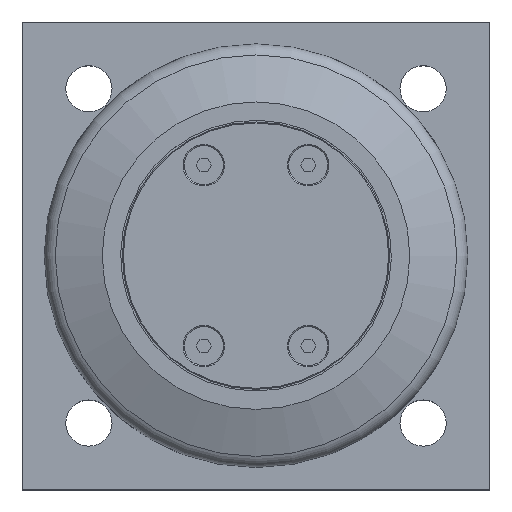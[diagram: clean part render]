
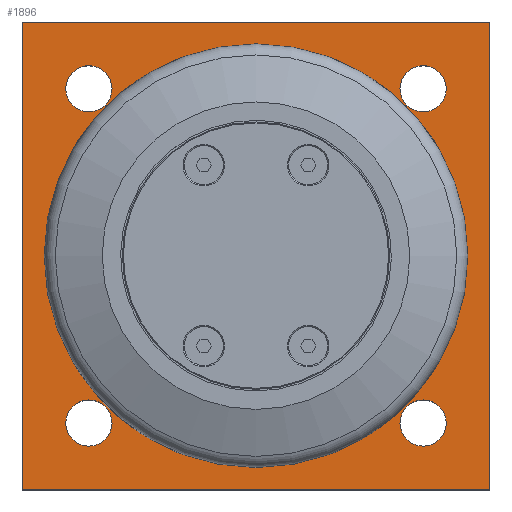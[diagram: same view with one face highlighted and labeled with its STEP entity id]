
A CAD part, top view. The second image highlights one B-rep face of the part: STEP entity #1896.
In plain terms, the highlighted planar face has unit normal (0, 0, 1).
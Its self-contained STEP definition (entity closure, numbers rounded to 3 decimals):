
#56=LINE('',#2935,#182);
#59=LINE('',#2940,#185);
#61=LINE('',#2944,#187);
#63=LINE('',#2947,#189);
#182=VECTOR('',#2353,10.);
#185=VECTOR('',#2358,10.);
#187=VECTOR('',#2362,10.);
#189=VECTOR('',#2366,10.);
#338=FACE_BOUND('',#548,.T.);
#339=FACE_BOUND('',#549,.T.);
#340=FACE_BOUND('',#550,.T.);
#341=FACE_BOUND('',#551,.T.);
#342=FACE_BOUND('',#552,.T.);
#371=PLANE('',#2069);
#438=FACE_OUTER_BOUND('',#547,.T.);
#547=EDGE_LOOP('',(#1370,#1371,#1372,#1373));
#548=EDGE_LOOP('',(#1374,#1375));
#549=EDGE_LOOP('',(#1376,#1377));
#550=EDGE_LOOP('',(#1378,#1379));
#551=EDGE_LOOP('',(#1380,#1381));
#552=EDGE_LOOP('',(#1382));
#687=CIRCLE('',#2057,6.918);
#688=CIRCLE('',#2058,6.918);
#689=CIRCLE('',#2060,6.918);
#690=CIRCLE('',#2061,6.918);
#691=CIRCLE('',#2063,6.918);
#692=CIRCLE('',#2064,6.918);
#693=CIRCLE('',#2066,6.918);
#694=CIRCLE('',#2067,6.918);
#695=CIRCLE('',#2070,39.5);
#812=VERTEX_POINT('',#2933);
#813=VERTEX_POINT('',#2934);
#814=VERTEX_POINT('',#2939);
#815=VERTEX_POINT('',#2943);
#816=VERTEX_POINT('',#2949);
#817=VERTEX_POINT('',#2950);
#818=VERTEX_POINT('',#2955);
#819=VERTEX_POINT('',#2956);
#820=VERTEX_POINT('',#2961);
#821=VERTEX_POINT('',#2962);
#822=VERTEX_POINT('',#2967);
#823=VERTEX_POINT('',#2968);
#824=VERTEX_POINT('',#2975);
#1015=EDGE_CURVE('',#812,#813,#56,.T.);
#1018=EDGE_CURVE('',#814,#812,#59,.T.);
#1020=EDGE_CURVE('',#815,#814,#61,.T.);
#1022=EDGE_CURVE('',#813,#815,#63,.T.);
#1023=EDGE_CURVE('',#816,#817,#687,.T.);
#1024=EDGE_CURVE('',#817,#816,#688,.T.);
#1026=EDGE_CURVE('',#818,#819,#689,.T.);
#1027=EDGE_CURVE('',#819,#818,#690,.T.);
#1029=EDGE_CURVE('',#820,#821,#691,.T.);
#1030=EDGE_CURVE('',#821,#820,#692,.T.);
#1032=EDGE_CURVE('',#822,#823,#693,.T.);
#1033=EDGE_CURVE('',#823,#822,#694,.T.);
#1036=EDGE_CURVE('',#824,#824,#695,.T.);
#1370=ORIENTED_EDGE('',*,*,#1022,.F.);
#1371=ORIENTED_EDGE('',*,*,#1015,.F.);
#1372=ORIENTED_EDGE('',*,*,#1018,.F.);
#1373=ORIENTED_EDGE('',*,*,#1020,.F.);
#1374=ORIENTED_EDGE('',*,*,#1023,.T.);
#1375=ORIENTED_EDGE('',*,*,#1024,.T.);
#1376=ORIENTED_EDGE('',*,*,#1026,.T.);
#1377=ORIENTED_EDGE('',*,*,#1027,.T.);
#1378=ORIENTED_EDGE('',*,*,#1029,.T.);
#1379=ORIENTED_EDGE('',*,*,#1030,.T.);
#1380=ORIENTED_EDGE('',*,*,#1032,.T.);
#1381=ORIENTED_EDGE('',*,*,#1033,.T.);
#1382=ORIENTED_EDGE('',*,*,#1036,.T.);
#1896=ADVANCED_FACE('',(#438,#338,#339,#340,#341,#342),#371,.T.);
#2057=AXIS2_PLACEMENT_3D('',#2951,#2369,#2370);
#2058=AXIS2_PLACEMENT_3D('',#2952,#2371,#2372);
#2060=AXIS2_PLACEMENT_3D('',#2957,#2376,#2377);
#2061=AXIS2_PLACEMENT_3D('',#2958,#2378,#2379);
#2063=AXIS2_PLACEMENT_3D('',#2963,#2383,#2384);
#2064=AXIS2_PLACEMENT_3D('',#2964,#2385,#2386);
#2066=AXIS2_PLACEMENT_3D('',#2969,#2390,#2391);
#2067=AXIS2_PLACEMENT_3D('',#2970,#2392,#2393);
#2069=AXIS2_PLACEMENT_3D('',#2974,#2398,#2399);
#2070=AXIS2_PLACEMENT_3D('',#2976,#2400,#2401);
#2353=DIRECTION('',(-1.,0.,0.));
#2358=DIRECTION('',(0.,-1.,0.));
#2362=DIRECTION('',(1.,0.,0.));
#2366=DIRECTION('',(0.,1.,0.));
#2369=DIRECTION('center_axis',(0.,0.,-1.));
#2370=DIRECTION('ref_axis',(1.,0.,0.));
#2371=DIRECTION('center_axis',(0.,0.,-1.));
#2372=DIRECTION('ref_axis',(1.,0.,0.));
#2376=DIRECTION('center_axis',(0.,0.,-1.));
#2377=DIRECTION('ref_axis',(1.,0.,0.));
#2378=DIRECTION('center_axis',(0.,0.,-1.));
#2379=DIRECTION('ref_axis',(1.,0.,0.));
#2383=DIRECTION('center_axis',(0.,0.,-1.));
#2384=DIRECTION('ref_axis',(1.,0.,0.));
#2385=DIRECTION('center_axis',(0.,0.,-1.));
#2386=DIRECTION('ref_axis',(1.,0.,0.));
#2390=DIRECTION('center_axis',(0.,0.,-1.));
#2391=DIRECTION('ref_axis',(1.,0.,0.));
#2392=DIRECTION('center_axis',(0.,0.,-1.));
#2393=DIRECTION('ref_axis',(1.,0.,0.));
#2398=DIRECTION('center_axis',(0.,0.,1.));
#2399=DIRECTION('ref_axis',(1.,0.,0.));
#2400=DIRECTION('center_axis',(0.,0.,-1.));
#2401=DIRECTION('ref_axis',(0.,1.,0.));
#2933=CARTESIAN_POINT('',(140.,0.,20.));
#2934=CARTESIAN_POINT('',(0.,0.,20.));
#2935=CARTESIAN_POINT('',(0.,0.,20.));
#2939=CARTESIAN_POINT('',(140.,140.,20.));
#2940=CARTESIAN_POINT('',(140.,0.,20.));
#2943=CARTESIAN_POINT('',(0.,140.,20.));
#2944=CARTESIAN_POINT('',(140.,140.,20.));
#2947=CARTESIAN_POINT('',(0.,140.,20.));
#2949=CARTESIAN_POINT('',(26.917,120.,20.));
#2950=CARTESIAN_POINT('',(13.082,120.,20.));
#2951=CARTESIAN_POINT('Origin',(20.,120.,20.));
#2952=CARTESIAN_POINT('Origin',(20.,120.,20.));
#2955=CARTESIAN_POINT('',(126.918,120.,20.));
#2956=CARTESIAN_POINT('',(113.083,120.,20.));
#2957=CARTESIAN_POINT('Origin',(120.,120.,20.));
#2958=CARTESIAN_POINT('Origin',(120.,120.,20.));
#2961=CARTESIAN_POINT('',(126.918,20.,20.));
#2962=CARTESIAN_POINT('',(113.083,20.,20.));
#2963=CARTESIAN_POINT('Origin',(120.,20.,20.));
#2964=CARTESIAN_POINT('Origin',(120.,20.,20.));
#2967=CARTESIAN_POINT('',(26.917,20.,20.));
#2968=CARTESIAN_POINT('',(13.082,20.,20.));
#2969=CARTESIAN_POINT('Origin',(20.,20.,20.));
#2970=CARTESIAN_POINT('Origin',(20.,20.,20.));
#2974=CARTESIAN_POINT('Origin',(70.,70.,20.));
#2975=CARTESIAN_POINT('',(70.,30.5,20.));
#2976=CARTESIAN_POINT('Origin',(70.,70.,20.));
